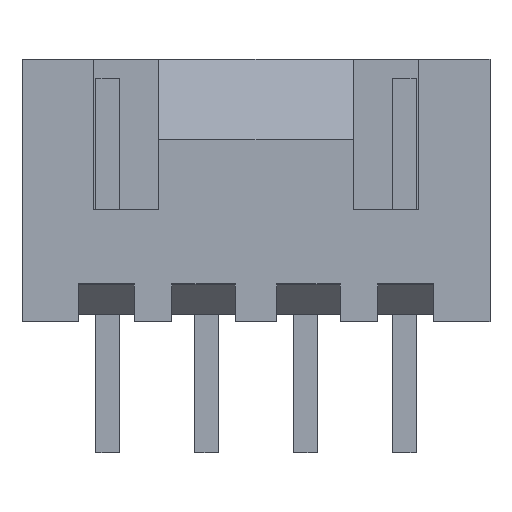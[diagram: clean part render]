
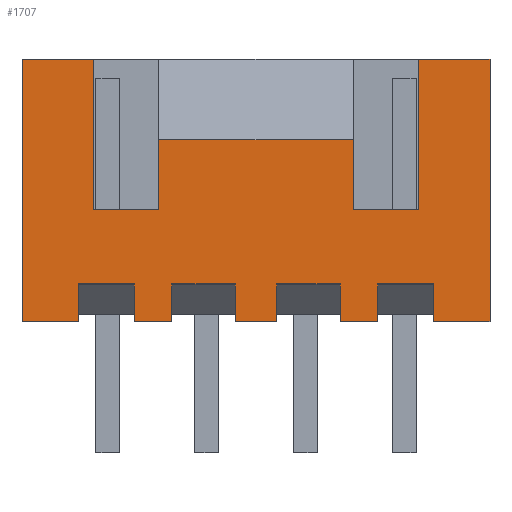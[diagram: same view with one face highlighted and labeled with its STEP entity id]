
A CAD part, top view. The second image highlights one B-rep face of the part: STEP entity #1707.
In plain terms, the highlighted planar face has unit normal (0, 0, 1).
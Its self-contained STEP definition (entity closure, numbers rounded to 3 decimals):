
#69=FACE_OUTER_BOUND('',#164,.T.);
#164=EDGE_LOOP('',(#1236,#1237,#1238,#1239,#1240,#1241,#1242,#1243,#1244,
#1245,#1246,#1247,#1248,#1249,#1250,#1251,#1252,#1253,#1254,#1255,#1256,
#1257,#1258,#1259,#1260,#1261,#1262,#1263));
#283=LINE('',#2407,#523);
#289=LINE('',#2418,#529);
#295=LINE('',#2430,#535);
#308=LINE('',#2460,#548);
#313=LINE('',#2469,#553);
#314=LINE('',#2472,#554);
#315=LINE('',#2474,#555);
#316=LINE('',#2476,#556);
#317=LINE('',#2478,#557);
#318=LINE('',#2480,#558);
#319=LINE('',#2482,#559);
#320=LINE('',#2484,#560);
#321=LINE('',#2486,#561);
#322=LINE('',#2488,#562);
#323=LINE('',#2490,#563);
#324=LINE('',#2492,#564);
#325=LINE('',#2493,#565);
#326=LINE('',#2495,#566);
#327=LINE('',#2497,#567);
#328=LINE('',#2499,#568);
#329=LINE('',#2501,#569);
#330=LINE('',#2503,#570);
#331=LINE('',#2505,#571);
#332=LINE('',#2507,#572);
#333=LINE('',#2509,#573);
#334=LINE('',#2511,#574);
#335=LINE('',#2513,#575);
#336=LINE('',#2514,#576);
#523=VECTOR('',#1967,10.);
#529=VECTOR('',#1975,5.);
#535=VECTOR('',#1985,10.);
#548=VECTOR('',#2004,10.);
#553=VECTOR('',#2011,1.);
#554=VECTOR('',#2014,10.);
#555=VECTOR('',#2015,1.5);
#556=VECTOR('',#2016,10.);
#557=VECTOR('',#2017,1.);
#558=VECTOR('',#2018,10.);
#559=VECTOR('',#2019,1.5);
#560=VECTOR('',#2020,10.);
#561=VECTOR('',#2021,1.7);
#562=VECTOR('',#2022,10.);
#563=VECTOR('',#2023,2.1);
#564=VECTOR('',#2024,10.);
#565=VECTOR('',#2025,0.7);
#566=VECTOR('',#2026,0.7);
#567=VECTOR('',#2027,10.);
#568=VECTOR('',#2028,2.1);
#569=VECTOR('',#2029,10.);
#570=VECTOR('',#2030,1.7);
#571=VECTOR('',#2031,10.);
#572=VECTOR('',#2032,1.5);
#573=VECTOR('',#2033,10.);
#574=VECTOR('',#2034,1.);
#575=VECTOR('',#2035,10.);
#576=VECTOR('',#2036,1.5);
#747=VERTEX_POINT('',#2404);
#748=VERTEX_POINT('',#2406);
#752=VERTEX_POINT('',#2416);
#756=VERTEX_POINT('',#2428);
#769=VERTEX_POINT('',#2457);
#770=VERTEX_POINT('',#2459);
#773=VERTEX_POINT('',#2467);
#774=VERTEX_POINT('',#2471);
#775=VERTEX_POINT('',#2473);
#776=VERTEX_POINT('',#2475);
#777=VERTEX_POINT('',#2477);
#778=VERTEX_POINT('',#2479);
#779=VERTEX_POINT('',#2481);
#780=VERTEX_POINT('',#2483);
#781=VERTEX_POINT('',#2485);
#782=VERTEX_POINT('',#2487);
#783=VERTEX_POINT('',#2489);
#784=VERTEX_POINT('',#2491);
#785=VERTEX_POINT('',#2494);
#786=VERTEX_POINT('',#2496);
#787=VERTEX_POINT('',#2498);
#788=VERTEX_POINT('',#2500);
#789=VERTEX_POINT('',#2502);
#790=VERTEX_POINT('',#2504);
#791=VERTEX_POINT('',#2506);
#792=VERTEX_POINT('',#2508);
#793=VERTEX_POINT('',#2510);
#794=VERTEX_POINT('',#2512);
#923=EDGE_CURVE('',#747,#748,#283,.F.);
#929=EDGE_CURVE('',#752,#747,#289,.T.);
#935=EDGE_CURVE('',#756,#752,#295,.F.);
#948=EDGE_CURVE('',#769,#770,#308,.F.);
#953=EDGE_CURVE('',#769,#773,#313,.T.);
#954=EDGE_CURVE('',#773,#774,#314,.F.);
#955=EDGE_CURVE('',#774,#775,#315,.T.);
#956=EDGE_CURVE('',#776,#775,#316,.F.);
#957=EDGE_CURVE('',#776,#777,#317,.T.);
#958=EDGE_CURVE('',#777,#778,#318,.F.);
#959=EDGE_CURVE('',#778,#779,#319,.T.);
#960=EDGE_CURVE('',#780,#779,#320,.F.);
#961=EDGE_CURVE('',#780,#781,#321,.T.);
#962=EDGE_CURVE('',#781,#782,#322,.F.);
#963=EDGE_CURVE('',#783,#782,#323,.T.);
#964=EDGE_CURVE('',#783,#784,#324,.T.);
#965=EDGE_CURVE('',#748,#784,#325,.T.);
#966=EDGE_CURVE('',#785,#756,#326,.T.);
#967=EDGE_CURVE('',#785,#786,#327,.T.);
#968=EDGE_CURVE('',#787,#786,#328,.T.);
#969=EDGE_CURVE('',#788,#787,#329,.T.);
#970=EDGE_CURVE('',#788,#789,#330,.T.);
#971=EDGE_CURVE('',#789,#790,#331,.F.);
#972=EDGE_CURVE('',#790,#791,#332,.T.);
#973=EDGE_CURVE('',#792,#791,#333,.F.);
#974=EDGE_CURVE('',#792,#793,#334,.T.);
#975=EDGE_CURVE('',#793,#794,#335,.F.);
#976=EDGE_CURVE('',#794,#770,#336,.T.);
#1236=ORIENTED_EDGE('',*,*,#948,.F.);
#1237=ORIENTED_EDGE('',*,*,#953,.T.);
#1238=ORIENTED_EDGE('',*,*,#954,.T.);
#1239=ORIENTED_EDGE('',*,*,#955,.T.);
#1240=ORIENTED_EDGE('',*,*,#956,.F.);
#1241=ORIENTED_EDGE('',*,*,#957,.T.);
#1242=ORIENTED_EDGE('',*,*,#958,.T.);
#1243=ORIENTED_EDGE('',*,*,#959,.T.);
#1244=ORIENTED_EDGE('',*,*,#960,.F.);
#1245=ORIENTED_EDGE('',*,*,#961,.T.);
#1246=ORIENTED_EDGE('',*,*,#962,.T.);
#1247=ORIENTED_EDGE('',*,*,#963,.F.);
#1248=ORIENTED_EDGE('',*,*,#964,.T.);
#1249=ORIENTED_EDGE('',*,*,#965,.F.);
#1250=ORIENTED_EDGE('',*,*,#923,.F.);
#1251=ORIENTED_EDGE('',*,*,#929,.F.);
#1252=ORIENTED_EDGE('',*,*,#935,.F.);
#1253=ORIENTED_EDGE('',*,*,#966,.F.);
#1254=ORIENTED_EDGE('',*,*,#967,.T.);
#1255=ORIENTED_EDGE('',*,*,#968,.F.);
#1256=ORIENTED_EDGE('',*,*,#969,.F.);
#1257=ORIENTED_EDGE('',*,*,#970,.T.);
#1258=ORIENTED_EDGE('',*,*,#971,.T.);
#1259=ORIENTED_EDGE('',*,*,#972,.T.);
#1260=ORIENTED_EDGE('',*,*,#973,.F.);
#1261=ORIENTED_EDGE('',*,*,#974,.T.);
#1262=ORIENTED_EDGE('',*,*,#975,.T.);
#1263=ORIENTED_EDGE('',*,*,#976,.T.);
#1617=PLANE('',#1815);
#1707=ADVANCED_FACE('',(#69),#1617,.T.);
#1815=AXIS2_PLACEMENT_3D('',#2470,#2012,#2013);
#1967=DIRECTION('',(0.,1.,0.));
#1975=DIRECTION('',(1.,0.,0.));
#1985=DIRECTION('',(0.,-1.,0.));
#2004=DIRECTION('',(0.,-1.,0.));
#2011=DIRECTION('',(1.,0.,0.));
#2012=DIRECTION('center_axis',(0.,0.,1.));
#2013=DIRECTION('ref_axis',(1.,0.,0.));
#2014=DIRECTION('',(0.,-1.,0.));
#2015=DIRECTION('',(1.,0.,0.));
#2016=DIRECTION('',(0.,-1.,0.));
#2017=DIRECTION('',(1.,0.,0.));
#2018=DIRECTION('',(0.,-1.,0.));
#2019=DIRECTION('',(1.,0.,0.));
#2020=DIRECTION('',(0.,-1.,0.));
#2021=DIRECTION('',(1.,0.,0.));
#2022=DIRECTION('',(0.,-1.,0.));
#2023=DIRECTION('',(1.,0.,0.));
#2024=DIRECTION('',(0.,-1.,0.));
#2025=DIRECTION('',(1.,0.,0.));
#2026=DIRECTION('',(1.,0.,0.));
#2027=DIRECTION('',(0.,1.,0.));
#2028=DIRECTION('',(1.,0.,0.));
#2029=DIRECTION('',(0.,1.,0.));
#2030=DIRECTION('',(1.,0.,0.));
#2031=DIRECTION('',(0.,-1.,0.));
#2032=DIRECTION('',(1.,0.,0.));
#2033=DIRECTION('',(0.,-1.,0.));
#2034=DIRECTION('',(1.,0.,0.));
#2035=DIRECTION('',(0.,-1.,0.));
#2036=DIRECTION('',(1.,0.,0.));
#2404=CARTESIAN_POINT('',(2.6,5.,2.9));
#2406=CARTESIAN_POINT('',(2.6,3.,2.9));
#2407=CARTESIAN_POINT('',(2.6,3.5,2.9));
#2416=CARTESIAN_POINT('',(-2.6,5.,2.9));
#2418=CARTESIAN_POINT('',(-2.5,5.,2.9));
#2428=CARTESIAN_POINT('',(-2.6,3.,2.9));
#2430=CARTESIAN_POINT('',(-2.6,3.5,2.9));
#2457=CARTESIAN_POINT('',(-0.55,0.,2.9));
#2459=CARTESIAN_POINT('',(-0.55,1.,2.9));
#2460=CARTESIAN_POINT('',(-0.55,0.,2.9));
#2467=CARTESIAN_POINT('',(0.55,0.,2.9));
#2469=CARTESIAN_POINT('',(-0.5,0.,2.9));
#2470=CARTESIAN_POINT('Origin',(-6.2,0.,2.9));
#2471=CARTESIAN_POINT('',(0.55,1.,2.9));
#2472=CARTESIAN_POINT('',(0.55,0.,2.9));
#2473=CARTESIAN_POINT('',(2.25,1.,2.9));
#2474=CARTESIAN_POINT('',(0.5,1.,2.9));
#2475=CARTESIAN_POINT('',(2.25,0.,2.9));
#2476=CARTESIAN_POINT('',(2.25,0.,2.9));
#2477=CARTESIAN_POINT('',(3.25,0.,2.9));
#2478=CARTESIAN_POINT('',(2.,0.,2.9));
#2479=CARTESIAN_POINT('',(3.25,1.,2.9));
#2480=CARTESIAN_POINT('',(3.25,0.,2.9));
#2481=CARTESIAN_POINT('',(4.75,1.,2.9));
#2482=CARTESIAN_POINT('',(3.,1.,2.9));
#2483=CARTESIAN_POINT('',(4.75,0.,2.9));
#2484=CARTESIAN_POINT('',(4.75,0.,2.9));
#2485=CARTESIAN_POINT('',(6.25,0.,2.9));
#2486=CARTESIAN_POINT('',(4.5,0.,2.9));
#2487=CARTESIAN_POINT('',(6.25,7.,2.9));
#2488=CARTESIAN_POINT('',(6.25,0.,2.9));
#2489=CARTESIAN_POINT('',(4.35,7.,2.9));
#2490=CARTESIAN_POINT('',(4.1,7.,2.9));
#2491=CARTESIAN_POINT('',(4.35,3.,2.9));
#2492=CARTESIAN_POINT('',(4.35,3.5,2.9));
#2493=CARTESIAN_POINT('',(3.4,3.,2.9));
#2494=CARTESIAN_POINT('',(-4.35,3.,2.9));
#2495=CARTESIAN_POINT('',(-4.1,3.,2.9));
#2496=CARTESIAN_POINT('',(-4.35,7.,2.9));
#2497=CARTESIAN_POINT('',(-4.35,3.5,2.9));
#2498=CARTESIAN_POINT('',(-6.25,7.,2.9));
#2499=CARTESIAN_POINT('',(-6.2,7.,2.9));
#2500=CARTESIAN_POINT('',(-6.25,0.,2.9));
#2501=CARTESIAN_POINT('',(-6.25,0.,2.9));
#2502=CARTESIAN_POINT('',(-4.75,0.,2.9));
#2503=CARTESIAN_POINT('',(-6.2,0.,2.9));
#2504=CARTESIAN_POINT('',(-4.75,1.,2.9));
#2505=CARTESIAN_POINT('',(-4.75,0.,2.9));
#2506=CARTESIAN_POINT('',(-3.25,1.,2.9));
#2507=CARTESIAN_POINT('',(-4.5,1.,2.9));
#2508=CARTESIAN_POINT('',(-3.25,0.,2.9));
#2509=CARTESIAN_POINT('',(-3.25,0.,2.9));
#2510=CARTESIAN_POINT('',(-2.25,0.,2.9));
#2511=CARTESIAN_POINT('',(-3.,0.,2.9));
#2512=CARTESIAN_POINT('',(-2.25,1.,2.9));
#2513=CARTESIAN_POINT('',(-2.25,0.,2.9));
#2514=CARTESIAN_POINT('',(-2.,1.,2.9));
